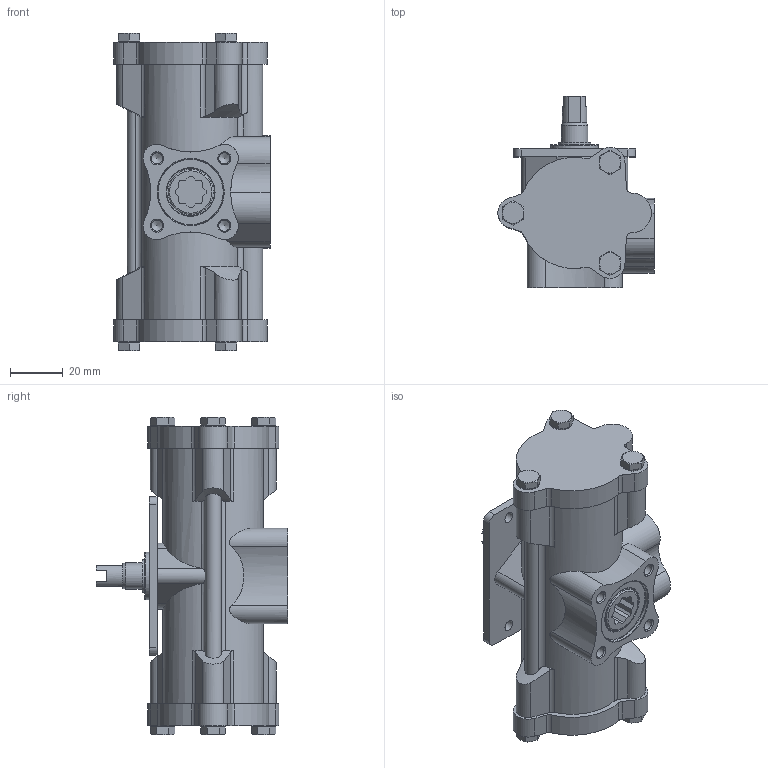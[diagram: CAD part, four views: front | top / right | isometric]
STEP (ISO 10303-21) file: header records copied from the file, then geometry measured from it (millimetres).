
FILE_DESCRIPTION(/* description */ ('STEP AP214'),/* implementation_level */ '2;1');
FILE_NAME(/* name */ '552869_DAPS-0015-090-R-F03-CR',/* time_stamp */ '2024-08-13T15:16:15+02:00',/* author */ ('License CC BY-ND 4.0'),/* organization */ ('CADENAS'),/* preprocessor_version */ 'ST-DEVELOPER v19.3',/* originating_system */ 'PARTsolutions',/* authorisation */ ' ');
FILE_SCHEMA (('AUTOMOTIVE_DESIGN {1 0 10303 214 3 1 1}'));
Length unit declared in the file: millimetre
Products named in the file (3): 552869 DAPS-0015-090-R-F03-CR---0; 552869 DAPS-0015-090-R-F03-CR---(1); 552869 DAPS-0015-090-R-F03-CR---(2)
Assembly tree (2 placements, depth 2):
  552869 DAPS-0015-090-R-F03-CR---0
    552869 DAPS-0015-090-R-F03-CR---(1)
    552869 DAPS-0015-090-R-F03-CR---(2)
Bounding box: 58.98 x 72.4 x 120 mm (x, y, z)
Volume: 190304.3 mm3; surface area: 39447.4 mm2
Topology: 2 solids, 2 shells, 380 faces, 940 edges, 593 vertices
Faces by surface type: plane 193, cylinder 122, cone 59, torus 6
Full cylindrical faces by diameter (mm): 4.134 x6, 4.2 x4, 4.917 x1, 8 x6, 8.566 x2, 9.9 x2, 10 x1, 10.1 x2, 12.16 x1, 17 x2, 18 x3, 19 x1, 21.5 x1, 22.5 x1, 25 x1
Entity records: 11208 total; most frequent: CARTESIAN_POINT 2415, DIRECTION 1807, ORIENTED_EDGE 1746, EDGE_CURVE 873, AXIS2_PLACEMENT_3D 696, VERTEX_POINT 587, FACE_BOUND 480, EDGE_LOOP 475
